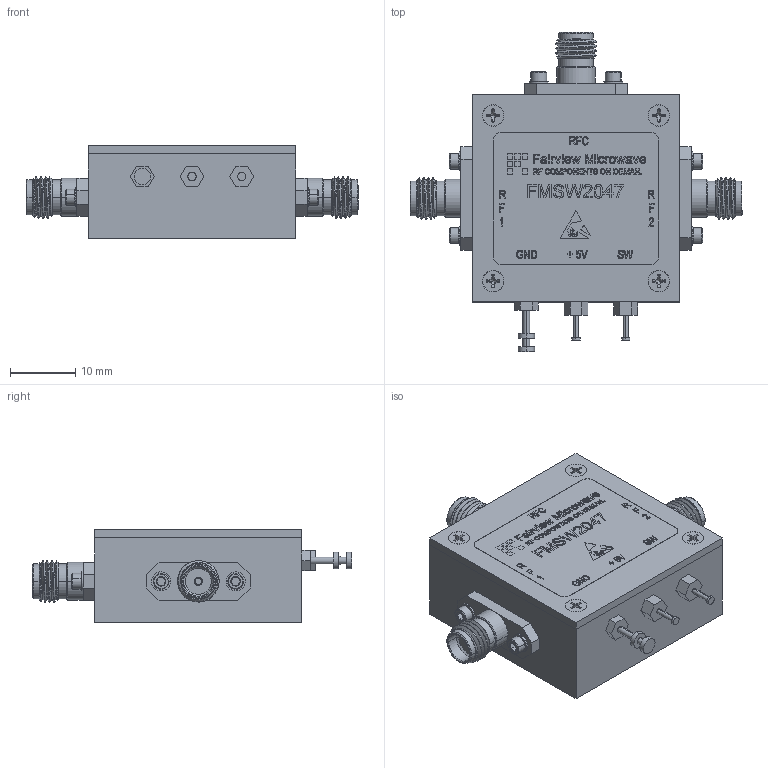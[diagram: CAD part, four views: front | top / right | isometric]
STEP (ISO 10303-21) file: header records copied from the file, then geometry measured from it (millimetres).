
FILE_DESCRIPTION (( 'STEP AP214' ), '1' );
FILE_NAME ('FMSW2047_3D.step', '2024-07-31T19:24:35', ( '' ), ( '' ), 'SwSTEP 2.0', 'SolidWorks 2022', '' );
FILE_SCHEMA (( 'AUTOMOTIVE_DESIGN' ));
Length unit declared in the file: inch
Products named in the file (1): FMSW2047_3D
Bounding box: 50.9 x 48.95 x 14.35 mm (x, y, z)
Volume: 15699.6 mm3; surface area: 8107.5 mm2
Topology: 27 solids, 27 shells, 2084 faces, 5397 edges, 3518 vertices
Faces by surface type: plane 945, cylinder 559, bspline 348, cone 232
Entity records: 93489 total; most frequent: CARTESIAN_POINT 46788, ORIENTED_EDGE 10746, DIRECTION 7865, EDGE_CURVE 5373, VERTEX_POINT 3518, VECTOR 3019, LINE 3019, AXIS2_PLACEMENT_3D 2423
